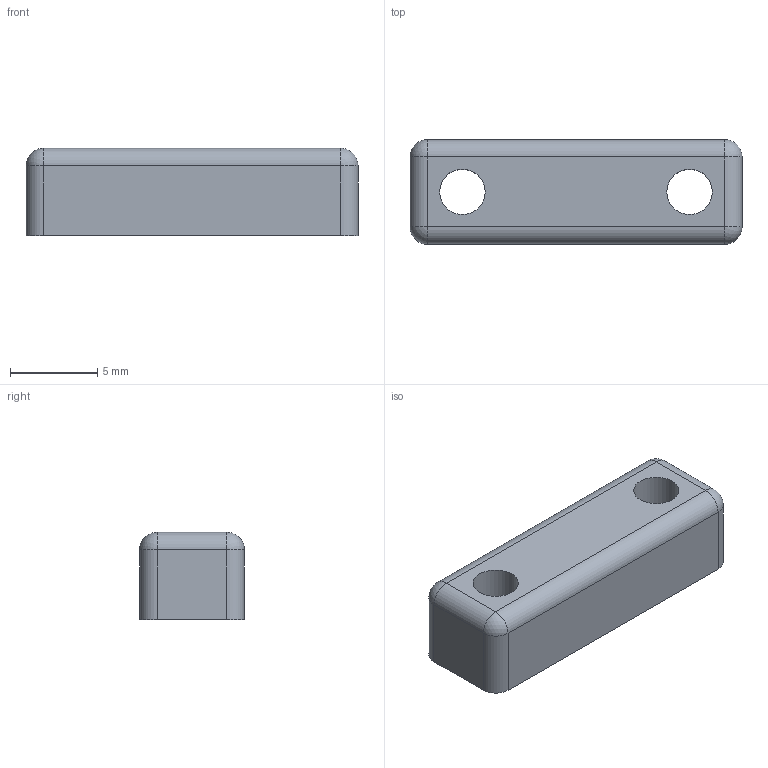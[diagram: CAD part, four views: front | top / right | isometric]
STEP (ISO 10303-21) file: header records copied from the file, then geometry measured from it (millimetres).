
FILE_DESCRIPTION(/* description */ (''),/* implementation_level */ '2;1');
FILE_NAME(/* name */ 'Holder.ipt.stp',/* time_stamp */ '2021-06-20T10:01:51-05:00',/* author */ ('svale'),/* organization */ (''),/* preprocessor_version */ 'ST-DEVELOPER v18.1',/* originating_system */ 'Autodesk Inventor 2021',/* authorisation */ '');
FILE_SCHEMA (('AUTOMOTIVE_DESIGN { 1 0 10303 214 3 1 1 }'));
Length unit declared in the file: millimetre
Products named in the file (1): Holder
Bounding box: 19 x 6 x 5 mm (x, y, z)
Volume: 502.6 mm3; surface area: 507 mm2
Topology: 1 solids, 1 shells, 20 faces, 50 edges, 38 vertices
Faces by surface type: cylinder 10, plane 6, sphere 4
Full cylindrical faces by diameter (mm): 2.6 x2
Entity records: 634 total; most frequent: DIRECTION 108, CARTESIAN_POINT 103, ORIENTED_EDGE 88, EDGE_CURVE 44, AXIS2_PLACEMENT_3D 43, VERTEX_POINT 26, EDGE_LOOP 24, LINE 22
